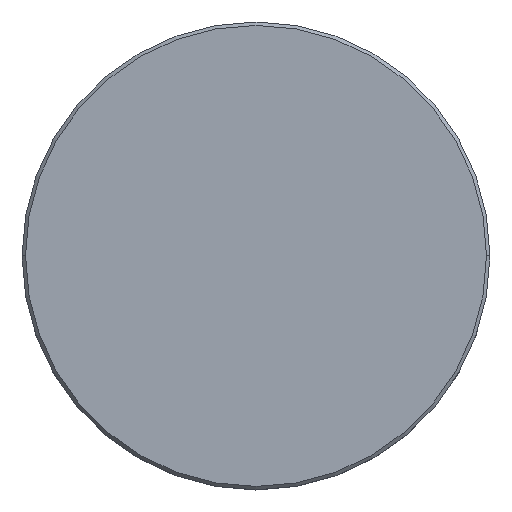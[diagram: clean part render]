
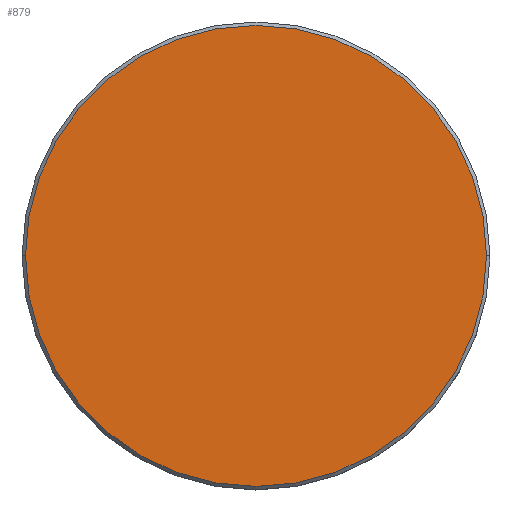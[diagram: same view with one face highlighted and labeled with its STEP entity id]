
A CAD part, top view. The second image highlights one B-rep face of the part: STEP entity #879.
In plain terms, the highlighted planar face has unit normal (0, 0, 1).
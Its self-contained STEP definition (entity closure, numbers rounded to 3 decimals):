
#7 = EDGE_LOOP ( 'NONE', ( #577, #439 ) ) ;
#17 = CIRCLE ( 'NONE', #89, 33.5 ) ;
#89 = AXIS2_PLACEMENT_3D ( 'NONE', #818, #642, #566 ) ;
#201 = DIRECTION ( 'NONE',  ( 1., 0., 0. ) ) ;
#209 = FACE_OUTER_BOUND ( 'NONE', #7, .T. ) ;
#262 = VERTEX_POINT ( 'NONE', #911 ) ;
#317 = CARTESIAN_POINT ( 'NONE',  ( -33.5, 0., 0. ) ) ;
#368 = AXIS2_PLACEMENT_3D ( 'NONE', #423, #440, #201 ) ;
#423 = CARTESIAN_POINT ( 'NONE',  ( 0., 0., 0. ) ) ;
#435 = CIRCLE ( 'NONE', #368, 33.5 ) ;
#439 = ORIENTED_EDGE ( 'NONE', *, *, #730, .T. ) ;
#440 = DIRECTION ( 'NONE',  ( 0., 0., 1. ) ) ;
#517 = CARTESIAN_POINT ( 'NONE',  ( 0., 0., 0. ) ) ;
#566 = DIRECTION ( 'NONE',  ( 1., 0., 0. ) ) ;
#577 = ORIENTED_EDGE ( 'NONE', *, *, #1019, .T. ) ;
#642 = DIRECTION ( 'NONE',  ( 0., 0., 1. ) ) ;
#678 = PLANE ( 'NONE',  #759 ) ;
#730 = EDGE_CURVE ( 'NONE', #262, #909, #435, .T. ) ;
#759 = AXIS2_PLACEMENT_3D ( 'NONE', #517, #771, #1028 ) ;
#771 = DIRECTION ( 'NONE',  ( 0., 0., 1. ) ) ;
#818 = CARTESIAN_POINT ( 'NONE',  ( 0., 0., 0. ) ) ;
#879 = ADVANCED_FACE ( 'NONE', ( #209 ), #678, .T. ) ;
#909 = VERTEX_POINT ( 'NONE', #317 ) ;
#911 = CARTESIAN_POINT ( 'NONE',  ( 33.5, 0., 0. ) ) ;
#1019 = EDGE_CURVE ( 'NONE', #909, #262, #17, .T. ) ;
#1028 = DIRECTION ( 'NONE',  ( 1., 0., 0. ) ) ;
